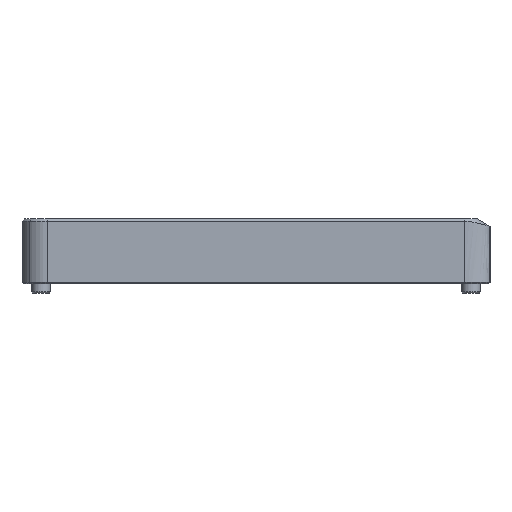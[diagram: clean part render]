
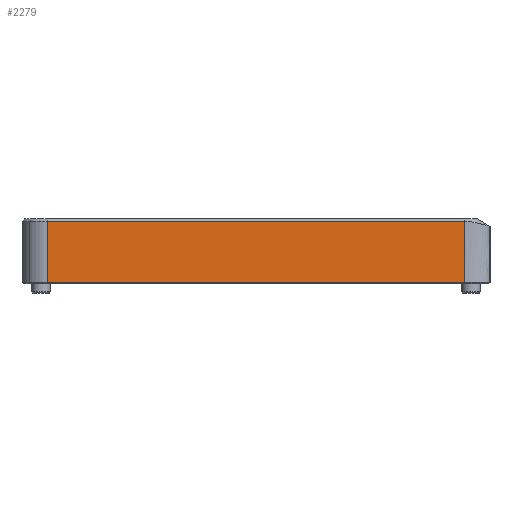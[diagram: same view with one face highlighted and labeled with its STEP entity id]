
A CAD part, left-side view. The second image highlights one B-rep face of the part: STEP entity #2279.
In plain terms, the highlighted planar face has unit normal (-1, 0, 0).
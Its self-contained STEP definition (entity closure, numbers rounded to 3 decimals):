
#337 = ORIENTED_EDGE ( 'NONE', *, *, #3190, .F. ) ;
#834 = VERTEX_POINT ( 'NONE', #1716 ) ;
#982 = DIRECTION ( 'NONE',  ( 0., 0., 1. ) ) ;
#1083 = CARTESIAN_POINT ( 'NONE',  ( -3.475, -2.975, 0.25 ) ) ;
#1117 = CARTESIAN_POINT ( 'NONE',  ( -3.475, 79.175, 0.25 ) ) ;
#1163 = EDGE_LOOP ( 'NONE', ( #4933, #2257, #337, #3933 ) ) ;
#1519 = LINE ( 'NONE', #4578, #2921 ) ;
#1525 = EDGE_CURVE ( 'NONE', #4676, #1626, #3249, .T. ) ;
#1582 = EDGE_CURVE ( 'NONE', #2445, #4676, #2524, .T. ) ;
#1626 = VERTEX_POINT ( 'NONE', #2185 ) ;
#1716 = CARTESIAN_POINT ( 'NONE',  ( -3.475, -2.975, 12.3 ) ) ;
#1761 = PLANE ( 'NONE',  #4632 ) ;
#1787 = DIRECTION ( 'NONE',  ( -1., 0., 0. ) ) ;
#2025 = FACE_OUTER_BOUND ( 'NONE', #1163, .T. ) ;
#2185 = CARTESIAN_POINT ( 'NONE',  ( -3.475, 79.175, 12.3 ) ) ;
#2257 = ORIENTED_EDGE ( 'NONE', *, *, #3347, .T. ) ;
#2279 = ADVANCED_FACE ( 'NONE', ( #2025 ), #1761, .T. ) ;
#2335 = VECTOR ( 'NONE', #3737, 1000. ) ;
#2445 = VERTEX_POINT ( 'NONE', #1083 ) ;
#2524 = LINE ( 'NONE', #4119, #2335 ) ;
#2921 = VECTOR ( 'NONE', #4603, 1000. ) ;
#3190 = EDGE_CURVE ( 'NONE', #1626, #834, #4115, .T. ) ;
#3249 = LINE ( 'NONE', #3631, #3318 ) ;
#3318 = VECTOR ( 'NONE', #4502, 1000. ) ;
#3347 = EDGE_CURVE ( 'NONE', #2445, #834, #1519, .T. ) ;
#3631 = CARTESIAN_POINT ( 'NONE',  ( -3.475, 79.175, 0. ) ) ;
#3675 = DIRECTION ( 'NONE',  ( 0., -1., 0. ) ) ;
#3737 = DIRECTION ( 'NONE',  ( 0., 1., 0. ) ) ;
#3755 = VECTOR ( 'NONE', #3675, 1000. ) ;
#3933 = ORIENTED_EDGE ( 'NONE', *, *, #1525, .F. ) ;
#4115 = LINE ( 'NONE', #4889, #3755 ) ;
#4119 = CARTESIAN_POINT ( 'NONE',  ( -3.475, 61.137, 0.25 ) ) ;
#4416 = CARTESIAN_POINT ( 'NONE',  ( -3.475, 84.175, 0. ) ) ;
#4502 = DIRECTION ( 'NONE',  ( 0., 0., 1. ) ) ;
#4578 = CARTESIAN_POINT ( 'NONE',  ( -3.475, -2.975, 12.8 ) ) ;
#4603 = DIRECTION ( 'NONE',  ( 0., 0., 1. ) ) ;
#4632 = AXIS2_PLACEMENT_3D ( 'NONE', #4416, #1787, #982 ) ;
#4676 = VERTEX_POINT ( 'NONE', #1117 ) ;
#4889 = CARTESIAN_POINT ( 'NONE',  ( -3.475, 61.137, 12.3 ) ) ;
#4933 = ORIENTED_EDGE ( 'NONE', *, *, #1582, .F. ) ;
